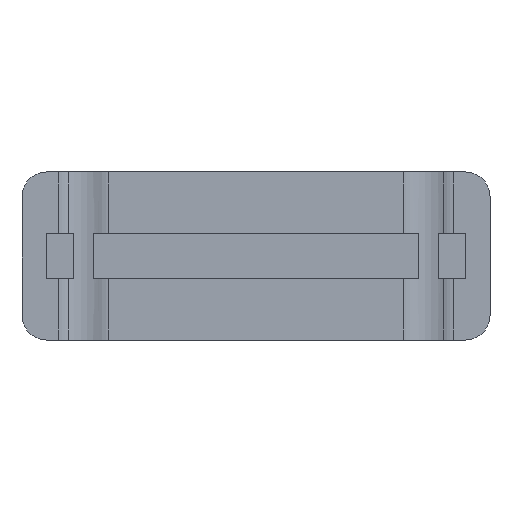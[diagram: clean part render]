
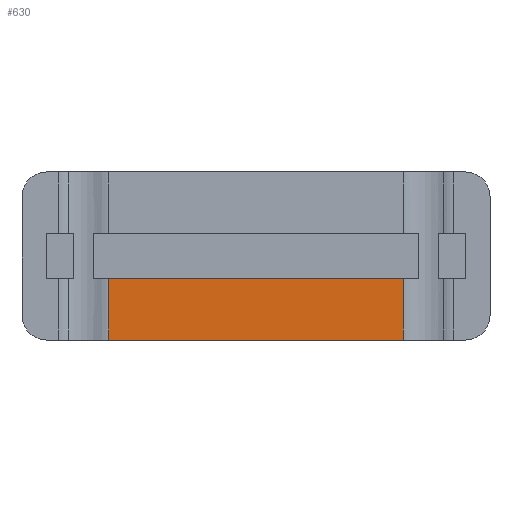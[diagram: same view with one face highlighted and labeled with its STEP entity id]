
A CAD part, top view. The second image highlights one B-rep face of the part: STEP entity #630.
In plain terms, the highlighted planar face has unit normal (0, 0, 1).
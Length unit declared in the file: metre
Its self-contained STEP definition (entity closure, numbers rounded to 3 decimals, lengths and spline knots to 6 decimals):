
#35=LINE('',#984,#95);
#48=LINE('',#1038,#108);
#54=LINE('',#1063,#114);
#55=LINE('',#1064,#115);
#95=VECTOR('',#776,1.);
#108=VECTOR('',#823,1.);
#114=VECTOR('',#843,1.);
#115=VECTOR('',#844,1.);
#202=ORIENTED_EDGE('',*,*,#357,.F.);
#203=ORIENTED_EDGE('',*,*,#394,.T.);
#204=ORIENTED_EDGE('',*,*,#382,.F.);
#205=ORIENTED_EDGE('',*,*,#395,.T.);
#357=EDGE_CURVE('',#453,#454,#35,.T.);
#382=EDGE_CURVE('',#478,#479,#48,.T.);
#394=EDGE_CURVE('',#453,#479,#54,.F.);
#395=EDGE_CURVE('',#478,#454,#55,.F.);
#453=VERTEX_POINT('',#983);
#454=VERTEX_POINT('',#985);
#478=VERTEX_POINT('',#1039);
#479=VERTEX_POINT('',#1040);
#542=EDGE_LOOP('',(#202,#203,#204,#205));
#576=FACE_BOUND('',#542,.T.);
#610=PLANE('',#705);
#630=ADVANCED_FACE('',(#576),#610,.T.);
#705=AXIS2_PLACEMENT_3D('',#1062,#841,#842);
#776=DIRECTION('',(1.,0.,0.));
#823=DIRECTION('',(-1.,0.,0.));
#841=DIRECTION('',(0.,0.,1.));
#842=DIRECTION('',(1.,0.,0.));
#843=DIRECTION('',(0.,1.,0.));
#844=DIRECTION('',(0.,-1.,0.));
#983=CARTESIAN_POINT('',(-0.059528,-0.00915,0.0015));
#984=CARTESIAN_POINT('',(0.,-0.00915,0.0015));
#985=CARTESIAN_POINT('',(0.059528,-0.00915,0.0015));
#1038=CARTESIAN_POINT('',(0.,-0.034,0.0015));
#1039=CARTESIAN_POINT('',(0.059528,-0.034,0.0015));
#1040=CARTESIAN_POINT('',(-0.059528,-0.034,0.0015));
#1062=CARTESIAN_POINT('',(0.,0.,0.0015));
#1063=CARTESIAN_POINT('',(-0.059528,0.,0.0015));
#1064=CARTESIAN_POINT('',(0.059528,-0.00915,0.0015));
